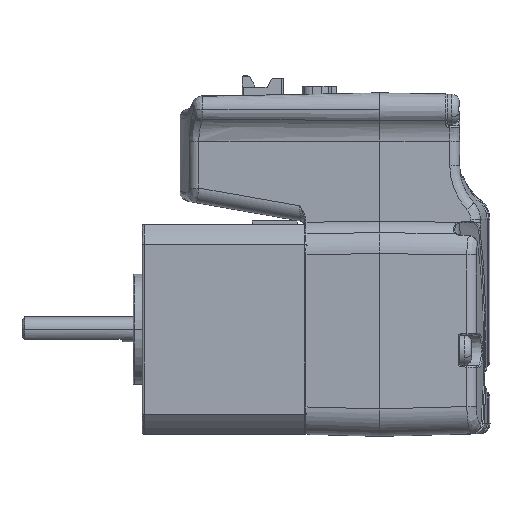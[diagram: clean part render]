
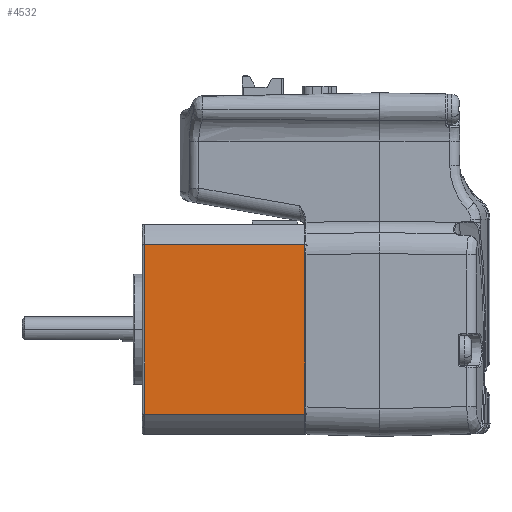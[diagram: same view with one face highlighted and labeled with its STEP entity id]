
A CAD part, left-side view. The second image highlights one B-rep face of the part: STEP entity #4532.
In plain terms, the highlighted planar face has unit normal (-1, 0, 0).
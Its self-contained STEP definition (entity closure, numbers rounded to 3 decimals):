
#4532=ADVANCED_FACE('     F63',(#12634),#12635,.T.);
#12634=FACE_OUTER_BOUND('',#24768,.T.);
#12635=PLANE('',#24769);
#24768=EDGE_LOOP('',(#55890,#55891,#55892,#55893));
#24769=AXIS2_PLACEMENT_3D('',#55894,#55895,#55896);
#55890=ORIENTED_EDGE('',*,*,#78784,.T.);
#55891=ORIENTED_EDGE('',*,*,#78189,.F.);
#55892=ORIENTED_EDGE('',*,*,#78785,.T.);
#55893=ORIENTED_EDGE('',*,*,#78786,.T.);
#55894=CARTESIAN_POINT('',(117.738,-0.5,-16.971));
#55895=DIRECTION('',(-1.0,0.0,0.0));
#55896=DIRECTION('',(0.0,0.,1.0));
#78189=EDGE_CURVE('',#86100,#86095,#86102,.F.);
#78784=EDGE_CURVE('',#87171,#86095,#87172,.T.);
#78785=EDGE_CURVE('',#86100,#87173,#87174,.F.);
#78786=EDGE_CURVE('',#87173,#87171,#87175,.F.);
#86095=VERTEX_POINT('',#97488);
#86100=VERTEX_POINT('',#97494);
#86102=LINE('',#97496,#97497);
#87171=VERTEX_POINT('',#99349);
#87172=LINE('',#99350,#99351);
#87173=VERTEX_POINT('',#99352);
#87174=LINE('',#99353,#99354);
#87175=LINE('',#99355,#99356);
#97488=CARTESIAN_POINT('',(117.738,0.,16.971));
#97494=CARTESIAN_POINT('',(117.738,32.0,16.971));
#97496=CARTESIAN_POINT('',(117.738,-0.5,16.971));
#97497=VECTOR('',#117949,1000.0);
#99349=CARTESIAN_POINT('',(117.738,0.,-16.971));
#99350=CARTESIAN_POINT('',(117.738,0.,-16.971));
#99351=VECTOR('',#118682,1000.0);
#99352=CARTESIAN_POINT('',(117.738,32.0,-16.971));
#99353=CARTESIAN_POINT('',(117.738,32.0,-16.971));
#99354=VECTOR('',#118683,1000.0);
#99355=CARTESIAN_POINT('',(117.738,-0.5,-16.971));
#99356=VECTOR('',#118684,1000.0);
#117949=DIRECTION('',(0.0,1.0,0.));
#118682=DIRECTION('',(0.0,0.,1.0));
#118683=DIRECTION('',(0.0,0.,1.0));
#118684=DIRECTION('',(0.0,1.0,0.));
